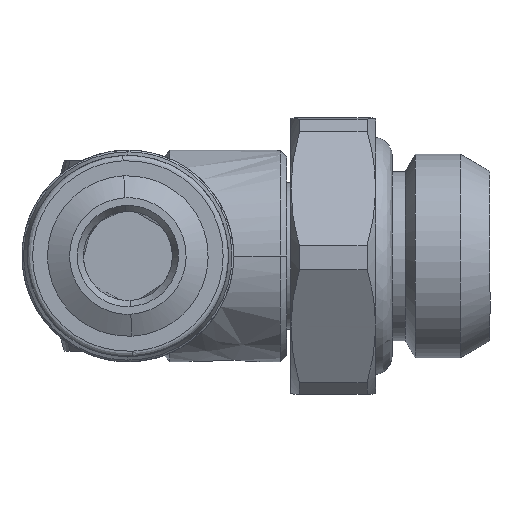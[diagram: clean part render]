
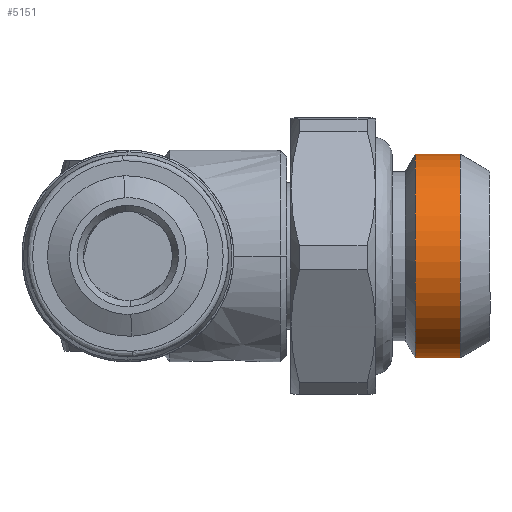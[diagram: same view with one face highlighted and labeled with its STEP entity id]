
A CAD part, left-side view. The second image highlights one B-rep face of the part: STEP entity #5151.
In plain terms, the highlighted free-form (B-spline) face has degree [1, 3] with [2, 4] control points.
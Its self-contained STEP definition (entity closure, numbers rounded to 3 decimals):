
#83 = CARTESIAN_POINT ( 'NONE',  ( 0.051, -15.688, -4.815 ) ) ;
#312 = CARTESIAN_POINT ( 'NONE',  ( -0.051, -15.688, 4.815 ) ) ;
#457 = EDGE_LOOP ( 'NONE', ( #7383, #2773, #826, #2979 ) ) ;
#463 = EDGE_CURVE ( 'NONE', #8062, #3167, #3355, .T. ) ;
#809 = CARTESIAN_POINT ( 'NONE',  ( -9.68, -13.571, 4.713 ) ) ;
#826 = ORIENTED_EDGE ( 'NONE', *, *, #1172, .F. ) ;
#1172 = EDGE_CURVE ( 'NONE', #3167, #5974, #7603, .T. ) ;
#1339 = CARTESIAN_POINT ( 'NONE',  ( -9.578, -15.688, -4.917 ) ) ;
#1619 = VERTEX_POINT ( 'NONE', #2144 ) ;
#2039 = FACE_OUTER_BOUND ( 'NONE', #457, .T. ) ;
#2144 = CARTESIAN_POINT ( 'NONE',  ( 0.051, -13.571, -4.815 ) ) ;
#2475 = CARTESIAN_POINT ( 'NONE',  ( -0.051, -13.571, 4.815 ) ) ;
#2773 = ORIENTED_EDGE ( 'NONE', *, *, #3042, .F. ) ;
#2910 = CARTESIAN_POINT ( 'NONE',  ( -9.578, -13.571, -4.917 ) ) ;
#2979 = ORIENTED_EDGE ( 'NONE', *, *, #463, .F. ) ;
#3042 = EDGE_CURVE ( 'NONE', #5974, #1619, #4062, .T. ) ;
#3167 = VERTEX_POINT ( 'NONE', #7931 ) ;
#3355 = B_SPLINE_CURVE_WITH_KNOTS ( 'NONE', 1,
 ( #4293, #5656 ),
 .UNSPECIFIED., .F., .F.,
 ( 2, 2 ),
 ( -1., 0. ),
 .UNSPECIFIED. ) ;
#3554 = CARTESIAN_POINT ( 'NONE',  ( -0.051, -13.571, 4.815 ) ) ;
#3608 = CARTESIAN_POINT ( 'NONE',  ( -9.578, -15.688, -4.917 ) ) ;
#3959 = EDGE_CURVE ( 'NONE', #8062, #1619, #7504, .T. ) ;
#4062 = B_SPLINE_CURVE_WITH_KNOTS ( 'NONE', 1,
 ( #5689, #4251 ),
 .UNSPECIFIED., .F., .F.,
 ( 2, 2 ),
 ( -1., 0. ),
 .UNSPECIFIED. ) ;
#4251 = CARTESIAN_POINT ( 'NONE',  ( 0.051, -13.571, -4.815 ) ) ;
#4293 = CARTESIAN_POINT ( 'NONE',  ( -0.051, -13.571, 4.815 ) ) ;
#4646 = CARTESIAN_POINT ( 'NONE',  ( -0.051, -13.571, 4.815 ) ) ;
#4655 =( BOUNDED_SURFACE ( )  B_SPLINE_SURFACE ( 1, 3, ( 
 ( #3554, #5554, #2910, #5613 ),
 ( #312, #7627, #3608, #6875 ) ),
 .UNSPECIFIED., .F., .F., .F. ) 
 B_SPLINE_SURFACE_WITH_KNOTS ( ( 2, 2 ),
 ( 4, 4 ),
 ( 0., 1. ),
 ( 0., 1. ),
 .UNSPECIFIED. ) 
 GEOMETRIC_REPRESENTATION_ITEM ( )  RATIONAL_B_SPLINE_SURFACE ( (
 ( 1., 0.333, 0.333, 1.),
 ( 1., 0.333, 0.333, 1.) ) ) 
 REPRESENTATION_ITEM ( '' )  SURFACE ( )  );
#5151 = ADVANCED_FACE ( 'NONE', ( #2039 ), #4655, .F. ) ;
#5554 = CARTESIAN_POINT ( 'NONE',  ( -9.68, -13.571, 4.713 ) ) ;
#5613 = CARTESIAN_POINT ( 'NONE',  ( 0.051, -13.571, -4.815 ) ) ;
#5656 = CARTESIAN_POINT ( 'NONE',  ( -0.051, -15.688, 4.815 ) ) ;
#5689 = CARTESIAN_POINT ( 'NONE',  ( 0.051, -15.688, -4.815 ) ) ;
#5974 = VERTEX_POINT ( 'NONE', #7635 ) ;
#6070 = CARTESIAN_POINT ( 'NONE',  ( -9.68, -15.688, 4.713 ) ) ;
#6242 = CARTESIAN_POINT ( 'NONE',  ( -9.578, -13.571, -4.917 ) ) ;
#6875 = CARTESIAN_POINT ( 'NONE',  ( 0.051, -15.688, -4.815 ) ) ;
#7357 = CARTESIAN_POINT ( 'NONE',  ( -0.051, -15.688, 4.815 ) ) ;
#7383 = ORIENTED_EDGE ( 'NONE', *, *, #3959, .T. ) ;
#7504 =( BOUNDED_CURVE ( )  B_SPLINE_CURVE ( 3, ( #4646, #809, #6242, #8167 ),
 .UNSPECIFIED., .F., .F. ) 
 B_SPLINE_CURVE_WITH_KNOTS ( ( 4, 4 ),
 ( -3.142, 0. ),
 .UNSPECIFIED. ) 
 CURVE ( )  GEOMETRIC_REPRESENTATION_ITEM ( )  RATIONAL_B_SPLINE_CURVE ( ( 1., 0.333, 0.333, 1. ) ) 
 REPRESENTATION_ITEM ( '' )  );
#7603 =( BOUNDED_CURVE ( )  B_SPLINE_CURVE ( 3, ( #7357, #6070, #1339, #83 ),
 .UNSPECIFIED., .F., .F. ) 
 B_SPLINE_CURVE_WITH_KNOTS ( ( 4, 4 ),
 ( -3.142, 0. ),
 .UNSPECIFIED. ) 
 CURVE ( )  GEOMETRIC_REPRESENTATION_ITEM ( )  RATIONAL_B_SPLINE_CURVE ( ( 1., 0.333, 0.333, 1. ) ) 
 REPRESENTATION_ITEM ( '' )  );
#7627 = CARTESIAN_POINT ( 'NONE',  ( -9.68, -15.688, 4.713 ) ) ;
#7635 = CARTESIAN_POINT ( 'NONE',  ( 0.051, -15.688, -4.815 ) ) ;
#7931 = CARTESIAN_POINT ( 'NONE',  ( -0.051, -15.688, 4.815 ) ) ;
#8062 = VERTEX_POINT ( 'NONE', #2475 ) ;
#8167 = CARTESIAN_POINT ( 'NONE',  ( 0.051, -13.571, -4.815 ) ) ;
